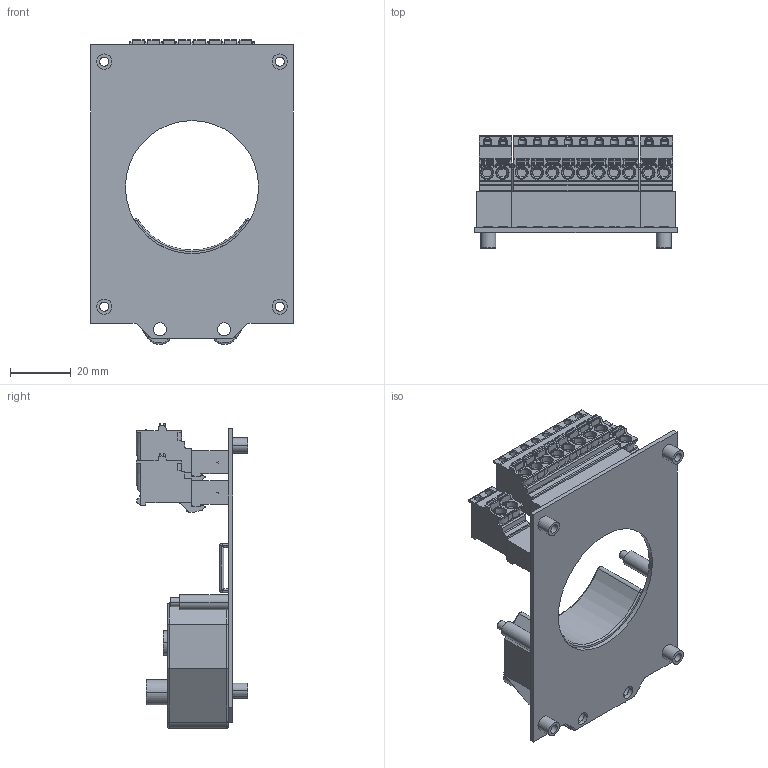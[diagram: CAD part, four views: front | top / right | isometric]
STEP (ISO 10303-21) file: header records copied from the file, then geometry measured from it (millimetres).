
FILE_DESCRIPTION((''),'2;1');
FILE_NAME('DM_CAD-0276A_SW0001','2014-10-07T',('Creinig-se'),(''),'PRO/ENGINEER BY PARAMETRIC TECHNOLOGY CORPORATION, 2013050','PRO/ENGINEER BY PARAMETRIC TECHNOLOGY CORPORATION, 2013050','');
FILE_SCHEMA(('CONFIG_CONTROL_DESIGN'));
Products named in the file (1): DM_CAD-0276A_SW0001
Bounding box: 67 x 36.9 x 100.77 mm (x, y, z)
Volume: 58469.3 mm3; surface area: 28495.4 mm2
Topology: 1 solids, 1 shells, 1761 faces, 4910 edges, 3308 vertices
Faces by surface type: plane 1151, cylinder 484, cone 52, sphere 36, torus 34, bspline 4
Entity records: 69571 total; most frequent: CARTESIAN_POINT 11365, ORIENTED_EDGE 9548, DIRECTION 9432, EDGE_CURVE 4774, VECTOR 3464, LINE 3464, VERTEX_POINT 3092, AXIS2_PLACEMENT_3D 2984
